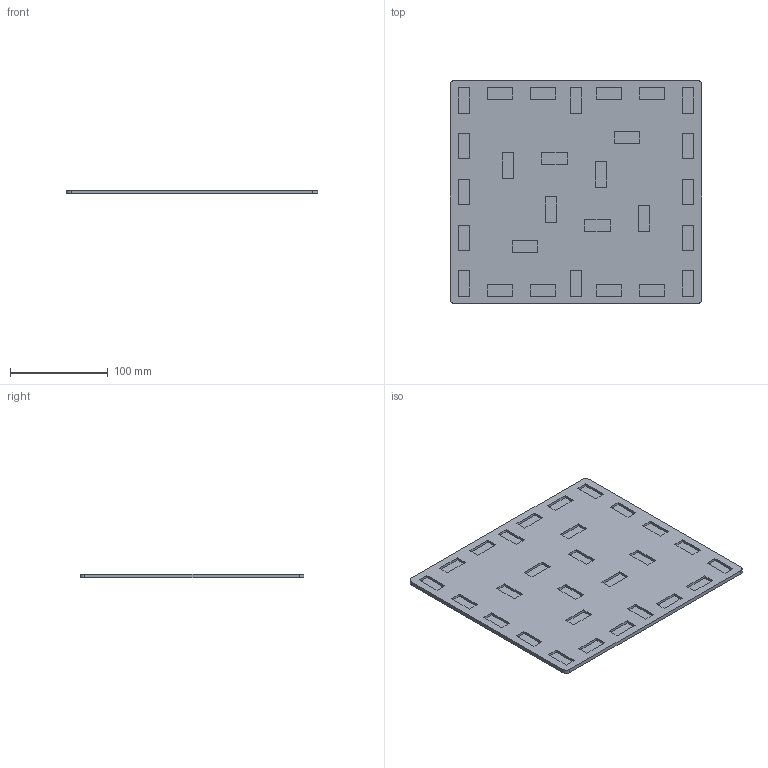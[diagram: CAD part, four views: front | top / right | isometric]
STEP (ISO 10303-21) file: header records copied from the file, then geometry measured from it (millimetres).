
FILE_DESCRIPTION(/* description */ (''),/* implementation_level */ '2;1');
FILE_NAME(/* name */ 'Flexplate v7.step',/* time_stamp */ '2019-07-21T15:07:14+10:00',/* author */ (''),/* organization */ (''),/* preprocessor_version */ 'ST-DEVELOPER v18',/* originating_system */ 'Autodesk Translation Framework v8.2.0.1029',/* authorisation */ '');
FILE_SCHEMA (('AUTOMOTIVE_DESIGN { 1 0 10303 214 3 1 1 }'));
Length unit declared in the file: millimetre
Products named in the file (2): Flexplate; Component1
Assembly tree (1 placements, depth 2):
  Flexplate
    Component1
Bounding box: 257 x 229 x 4 mm (x, y, z)
Volume: 213559 mm3; surface area: 126976.7 mm2
Topology: 1 solids, 1 shells, 150 faces, 360 edges, 240 vertices
Faces by surface type: plane 146, cylinder 4
Entity records: 4325 total; most frequent: CARTESIAN_POINT 753, ORIENTED_EDGE 720, DIRECTION 674, EDGE_CURVE 360, LINE 352, VECTOR 352, VERTEX_POINT 240, EDGE_LOOP 178
